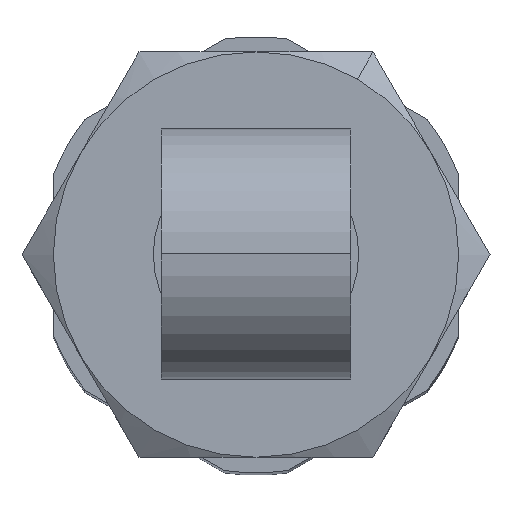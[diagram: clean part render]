
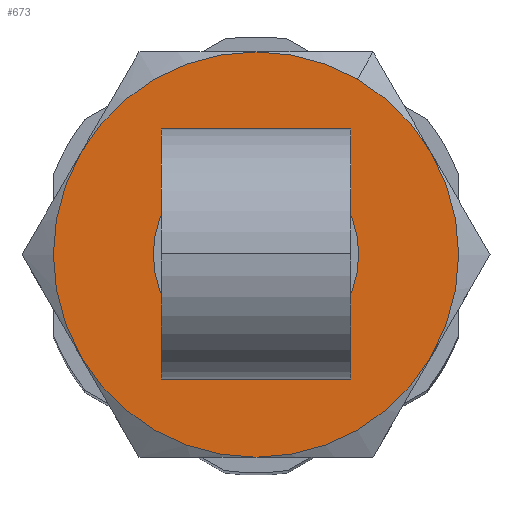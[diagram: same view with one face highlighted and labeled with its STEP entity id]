
A CAD part, top view. The second image highlights one B-rep face of the part: STEP entity #673.
In plain terms, the highlighted planar face has unit normal (0, 0, 1).
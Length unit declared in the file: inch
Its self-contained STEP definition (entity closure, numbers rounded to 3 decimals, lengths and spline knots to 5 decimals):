
#4 = CARTESIAN_POINT ( 'NONE',  ( 0.10825, -0.1875, 0.75 ) ) ;
#122 = EDGE_CURVE ( 'NONE', #1435, #2119, #765, .T. ) ;
#159 = EDGE_CURVE ( 'NONE', #2040, #2046, #480, .T. ) ;
#175 = ORIENTED_EDGE ( 'NONE', *, *, #619, .T. ) ;
#194 = CIRCLE ( 'NONE', #1748, 0.1875 ) ;
#199 = DIRECTION ( 'NONE',  ( 0., 0., 1. ) ) ;
#212 = DIRECTION ( 'NONE',  ( 0.5, 0.866, 0. ) ) ;
#231 = AXIS2_PLACEMENT_3D ( 'NONE', #1292, #893, #1683 ) ;
#258 = CARTESIAN_POINT ( 'NONE',  ( 0., 0., 0.75 ) ) ;
#342 = CARTESIAN_POINT ( 'NONE',  ( 0.0475, 0.08227, 0.75 ) ) ;
#357 = ORIENTED_EDGE ( 'NONE', *, *, #445, .T. ) ;
#366 = FACE_BOUND ( 'NONE', #2151, .T. ) ;
#377 = CARTESIAN_POINT ( 'NONE',  ( 0.16238, 0.09375, 0.75 ) ) ;
#404 = CARTESIAN_POINT ( 'NONE',  ( 0., 0., 0.75 ) ) ;
#440 = VERTEX_POINT ( 'NONE', #1333 ) ;
#445 = EDGE_CURVE ( 'NONE', #2046, #511, #2177, .T. ) ;
#457 = DIRECTION ( 'NONE',  ( 0., 0., 1. ) ) ;
#480 = CIRCLE ( 'NONE', #2005, 0.1875 ) ;
#509 = CARTESIAN_POINT ( 'NONE',  ( 0., 0., 0.75 ) ) ;
#511 = VERTEX_POINT ( 'NONE', #2470 ) ;
#546 = PLANE ( 'NONE',  #1802 ) ;
#583 = DIRECTION ( 'NONE',  ( 0.5, 0.866, 0. ) ) ;
#616 = DIRECTION ( 'NONE',  ( 0., 0., 1. ) ) ;
#619 = EDGE_CURVE ( 'NONE', #759, #953, #2532, .T. ) ;
#641 = AXIS2_PLACEMENT_3D ( 'NONE', #1784, #616, #212 ) ;
#668 = DIRECTION ( 'NONE',  ( 0.5, 0.866, 0. ) ) ;
#670 = CARTESIAN_POINT ( 'NONE',  ( 0.16238, -0.09375, 0.75 ) ) ;
#673 = ADVANCED_FACE ( 'NONE', ( #366, #1535 ), #546, .T. ) ;
#707 = CARTESIAN_POINT ( 'NONE',  ( 0., 0., 0.75 ) ) ;
#759 = VERTEX_POINT ( 'NONE', #2523 ) ;
#765 = CIRCLE ( 'NONE', #641, 0.095 ) ;
#808 = CIRCLE ( 'NONE', #2174, 0.095 ) ;
#876 = CARTESIAN_POINT ( 'NONE',  ( -0.16238, 0.09375, 0.75 ) ) ;
#893 = DIRECTION ( 'NONE',  ( 0., 0., 1. ) ) ;
#914 = CARTESIAN_POINT ( 'NONE',  ( 0., 0., 0.75 ) ) ;
#942 = DIRECTION ( 'NONE',  ( 0., 0., 1. ) ) ;
#953 = VERTEX_POINT ( 'NONE', #670 ) ;
#956 = CARTESIAN_POINT ( 'NONE',  ( 0.09375, 0.16238, 0.75 ) ) ;
#1003 = VERTEX_POINT ( 'NONE', #876 ) ;
#1010 = EDGE_CURVE ( 'NONE', #1003, #440, #1893, .T. ) ;
#1086 = DIRECTION ( 'NONE',  ( 0., 0., 1. ) ) ;
#1097 = DIRECTION ( 'NONE',  ( 0.5, 0.866, 0. ) ) ;
#1120 = CIRCLE ( 'NONE', #1778, 0.1875 ) ;
#1163 = DIRECTION ( 'NONE',  ( 0.5, 0.866, 0. ) ) ;
#1223 = CARTESIAN_POINT ( 'NONE',  ( 0., 0., 0.75 ) ) ;
#1292 = CARTESIAN_POINT ( 'NONE',  ( 0., 0., 0.75 ) ) ;
#1313 = AXIS2_PLACEMENT_3D ( 'NONE', #404, #942, #583 ) ;
#1333 = CARTESIAN_POINT ( 'NONE',  ( -0.16238, -0.09375, 0.75 ) ) ;
#1359 = EDGE_CURVE ( 'NONE', #440, #759, #194, .T. ) ;
#1368 = ORIENTED_EDGE ( 'NONE', *, *, #1377, .T. ) ;
#1369 = DIRECTION ( 'NONE',  ( 0., 0., 1. ) ) ;
#1370 = DIRECTION ( 'NONE',  ( 0.5, 0.866, 0. ) ) ;
#1377 = EDGE_CURVE ( 'NONE', #953, #2040, #1120, .T. ) ;
#1435 = VERTEX_POINT ( 'NONE', #342 ) ;
#1447 = AXIS2_PLACEMENT_3D ( 'NONE', #2003, #1623, #2035 ) ;
#1476 = ORIENTED_EDGE ( 'NONE', *, *, #159, .T. ) ;
#1506 = DIRECTION ( 'NONE',  ( 0., 0., 1. ) ) ;
#1516 = DIRECTION ( 'NONE',  ( 0.5, 0.866, 0. ) ) ;
#1535 = FACE_OUTER_BOUND ( 'NONE', #2395, .T. ) ;
#1597 = CIRCLE ( 'NONE', #231, 0.1875 ) ;
#1623 = DIRECTION ( 'NONE',  ( 0., 0., 1. ) ) ;
#1636 = ORIENTED_EDGE ( 'NONE', *, *, #122, .F. ) ;
#1650 = EDGE_CURVE ( 'NONE', #2119, #1435, #808, .T. ) ;
#1683 = DIRECTION ( 'NONE',  ( 0.5, 0.866, 0. ) ) ;
#1690 = AXIS2_PLACEMENT_3D ( 'NONE', #509, #1086, #1097 ) ;
#1702 = DIRECTION ( 'NONE',  ( 0., 0., 1. ) ) ;
#1710 = EDGE_CURVE ( 'NONE', #511, #1003, #1597, .T. ) ;
#1748 = AXIS2_PLACEMENT_3D ( 'NONE', #707, #1506, #1370 ) ;
#1774 = DIRECTION ( 'NONE',  ( 0.5, 0.866, 0. ) ) ;
#1778 = AXIS2_PLACEMENT_3D ( 'NONE', #914, #1702, #1516 ) ;
#1784 = CARTESIAN_POINT ( 'NONE',  ( 0., 0., 0.75 ) ) ;
#1802 = AXIS2_PLACEMENT_3D ( 'NONE', #4, #199, #1163 ) ;
#1813 = ORIENTED_EDGE ( 'NONE', *, *, #1650, .F. ) ;
#1835 = ORIENTED_EDGE ( 'NONE', *, *, #1710, .T. ) ;
#1893 = CIRCLE ( 'NONE', #1447, 0.1875 ) ;
#2003 = CARTESIAN_POINT ( 'NONE',  ( 0., 0., 0.75 ) ) ;
#2005 = AXIS2_PLACEMENT_3D ( 'NONE', #1223, #1369, #1774 ) ;
#2028 = ORIENTED_EDGE ( 'NONE', *, *, #1010, .T. ) ;
#2035 = DIRECTION ( 'NONE',  ( 0.5, 0.866, 0. ) ) ;
#2040 = VERTEX_POINT ( 'NONE', #377 ) ;
#2046 = VERTEX_POINT ( 'NONE', #956 ) ;
#2119 = VERTEX_POINT ( 'NONE', #2399 ) ;
#2131 = ORIENTED_EDGE ( 'NONE', *, *, #1359, .T. ) ;
#2151 = EDGE_LOOP ( 'NONE', ( #1636, #1813 ) ) ;
#2174 = AXIS2_PLACEMENT_3D ( 'NONE', #258, #457, #668 ) ;
#2177 = CIRCLE ( 'NONE', #1690, 0.1875 ) ;
#2395 = EDGE_LOOP ( 'NONE', ( #1476, #357, #1835, #2028, #2131, #175, #1368 ) ) ;
#2399 = CARTESIAN_POINT ( 'NONE',  ( -0.0475, -0.08227, 0.75 ) ) ;
#2470 = CARTESIAN_POINT ( 'NONE',  ( 0., 0.1875, 0.75 ) ) ;
#2523 = CARTESIAN_POINT ( 'NONE',  ( 0., -0.1875, 0.75 ) ) ;
#2532 = CIRCLE ( 'NONE', #1313, 0.1875 ) ;
